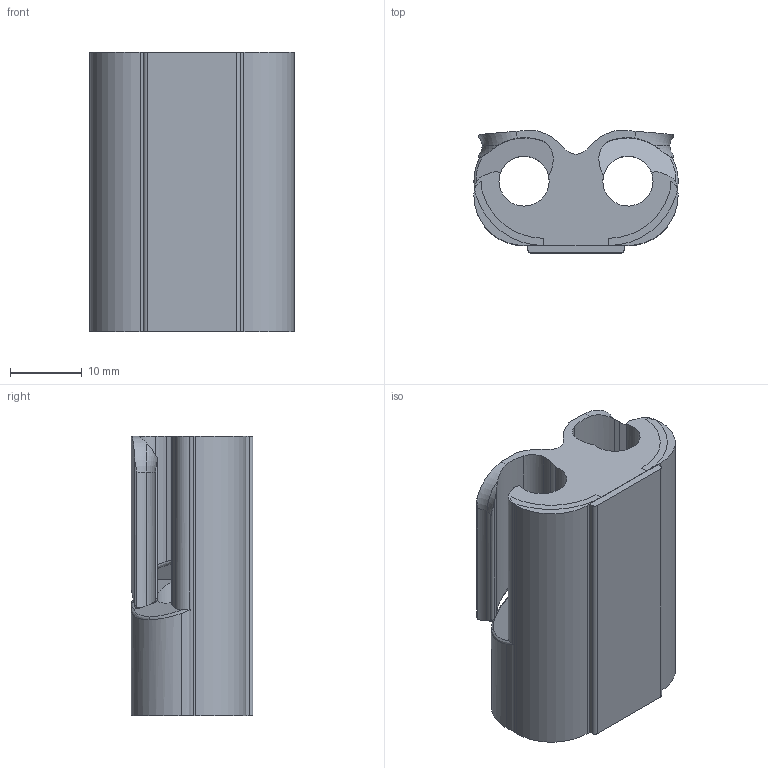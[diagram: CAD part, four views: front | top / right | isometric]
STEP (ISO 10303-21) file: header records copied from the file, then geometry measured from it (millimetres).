
FILE_DESCRIPTION(('HOOPS Exchange Step'),'2;1');
FILE_NAME('temp_export','2025-02-20T00:24:17-06:00',('campagne'),('Shapr3D Limited'),'HOOPS Exchange 2024.8','Shapr3D','Authorized');
FILE_SCHEMA( ('AP242_MANAGED_MODEL_BASED_3D_ENGINEERING_MIM_LF {1 0 10303 442 1 1 4}') );
Length unit declared in the file: millimetre
Products named in the file (4): Default:1; Hinge Lower.step; root
Assembly tree (3 placements, depth 4):
  root
    Hinge Lower.step
      Hinge Lower.step
        Default:1
Bounding box: 28.5 x 17 x 39 mm (x, y, z)
Volume: 12662.4 mm3; surface area: 9244.5 mm2
Topology: 4 solids, 4 shells, 150 faces, 398 edges, 248 vertices
Faces by surface type: cylinder 71, bspline 38, plane 37, torus 4
Full cylindrical faces by diameter (mm): 7 x2
Entity records: 7996 total; most frequent: CARTESIAN_POINT 4595, ORIENTED_EDGE 784, DIRECTION 554, EDGE_CURVE 392, VERTEX_POINT 248, AXIS2_PLACEMENT_3D 206, EDGE_LOOP 152, FACE_BOUND 152
